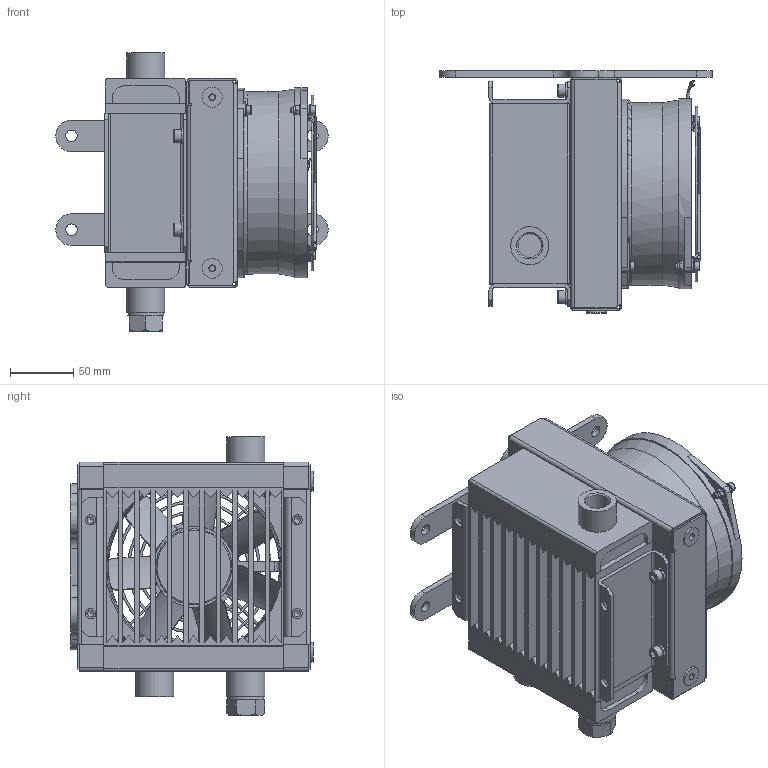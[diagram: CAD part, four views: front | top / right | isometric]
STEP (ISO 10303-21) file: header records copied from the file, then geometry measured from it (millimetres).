
FILE_DESCRIPTION((''),'2;1');
FILE_NAME('01-ENG-011981.stp','2012-10-08T10:50:17',(''),(''),'Autodesk Inventor 2011','Autodesk Inventor 2011','');
FILE_SCHEMA(('AUTOMOTIVE_DESIGN { 1 0 10303 214 1 1 1 1 }'));
Length unit declared in the file: millimetre
Products named in the file (1): Part18
Bounding box: 215 x 191 x 219.5 mm (x, y, z)
Volume: 354824.7 mm3; surface area: 575245.9 mm2
Topology: 17 solids, 20 shells, 1203 faces, 2951 edges, 1838 vertices
Faces by surface type: plane 576, cylinder 347, torus 89, bspline 88, cone 76, sphere 27
Full cylindrical faces by diameter (mm): 1 x2, 2 x20, 3 x6, 4 x7, 4.3 x6, 4.35 x4, 5 x2, 5.4 x4, 5.6 x3, 6 x8, 6.4 x4, 6.5 x4, 7 x8, 8 x8, 9 x10, 9.6 x8, 10 x4, 10.5 x2, 12 x5, 18.631 x4, 21 x2, 23 x3, 28.5 x1, 30 x3, 60 x2, 140 x1, 144 x1, 150 x1
Entity records: 39160 total; most frequent: CARTESIAN_POINT 11304, DIRECTION 5381, ORIENTED_EDGE 5272, EDGE_CURVE 2636, AXIS2_PLACEMENT_3D 2071, VERTEX_POINT 1763, EDGE_LOOP 1604, VECTOR 1239
